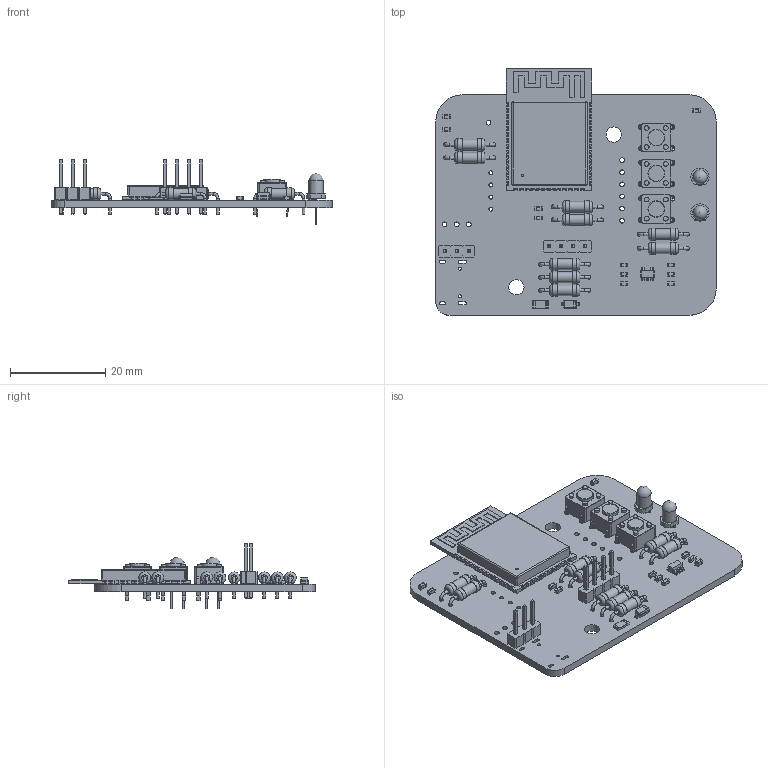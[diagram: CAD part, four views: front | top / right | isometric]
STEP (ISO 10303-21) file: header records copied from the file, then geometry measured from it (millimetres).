
FILE_DESCRIPTION(('KiCad electronic assembly'),'2;1');
FILE_NAME('OpenShock.step','2024-06-24T13:31:25',('Pcbnew'),('Kicad'), 'Open CASCADE STEP processor 7.7','KiCad to STEP converter','Unknown' );
FILE_SCHEMA(('AUTOMOTIVE_DESIGN { 1 0 10303 214 1 1 1 1 }'));
Length unit declared in the file: millimetre
Products named in the file (22): OpenShock 1; R_Axial_DIN0207_L6.3mm_D2.5mm_P10.16mm_Horizontal; R_Axial_DIN0207_L63mm_D25mm_P1016mm_Horizontal; C_0603_1608Metric; Fuse_1206_3216Metric; PinHeader_1x03_P2.54mm_Vertical; PinHeader_1x03_P254mm_Vertical; ESP32-S3-WROOM-1; LED_D3.0mm; SW_PUSH_6mm; D_SOD-123; D_SOD_123; PinHeader_1x04_P2.54mm_Vertical; PinHeader_1x04_P254mm_Vertical; SOT-23-5; SOT_23_5; OpenShock_PCB
Assembly tree (42 placements, depth 3):
  OpenShock 1
    R_Axial_DIN0207_L6.3mm_D2.5mm_P10.16mm_Horizontal  x9
      R_Axial_DIN0207_L63mm_D25mm_P1016mm_Horizontal
    C_0603_1608Metric  x11
      C_0603_1608Metric
    Fuse_1206_3216Metric
      Fuse_1206_3216Metric
    PinHeader_1x03_P2.54mm_Vertical
      PinHeader_1x03_P254mm_Vertical
    ESP32-S3-WROOM-1
      ESP32-S3-WROOM-1
    LED_D3.0mm  x2
      LED_D3.0mm
    SW_PUSH_6mm  x3
      SW_PUSH_6mm
    D_SOD-123
      D_SOD_123
    PinHeader_1x04_P2.54mm_Vertical
      PinHeader_1x04_P254mm_Vertical
    SOT-23-5
      SOT_23_5
    OpenShock_PCB
Bounding box: 58.8 x 51.7 x 13.79 mm (x, y, z)
Volume: 6142.3 mm3; surface area: 9863.7 mm2
Topology: 83 solids, 83 shells, 2547 faces, 6106 edges, 3821 vertices
Faces by surface type: plane 1928, cylinder 519, bspline 55, torus 39, sphere 6
Full cylindrical faces by diameter (mm): 0.5 x1, 0.6 x36, 0.65 x2, 0.8 x18, 0.85 x4, 0.9 x4, 1 x29, 1.1 x12, 2.25 x9, 2.5 x18, 3 x2, 3.2 x2, 3.5 x3, 4.5 x1
Entity records: 67547 total; most frequent: CARTESIAN_POINT 9585, ORIENTED_EDGE 9152, DIRECTION 8823, EDGE_CURVE 4576, LINE 3987, VECTOR 3987, VERTEX_POINT 2832, AXIS2_PLACEMENT_3D 2418
